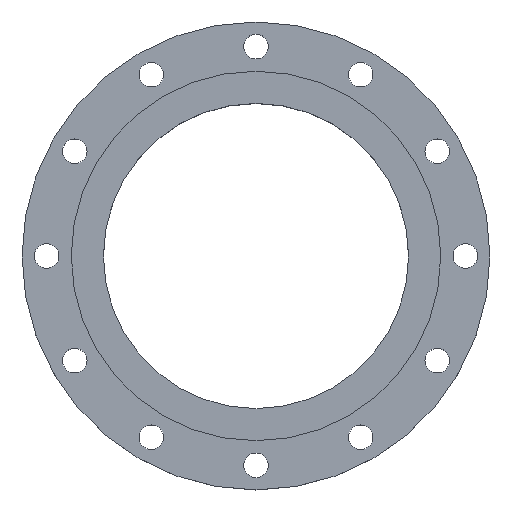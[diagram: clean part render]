
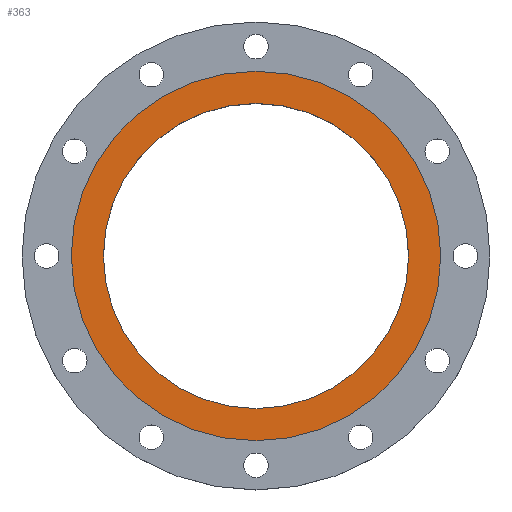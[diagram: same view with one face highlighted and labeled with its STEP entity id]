
A CAD part, top view. The second image highlights one B-rep face of the part: STEP entity #363.
In plain terms, the highlighted planar face has unit normal (0, 0, 1).
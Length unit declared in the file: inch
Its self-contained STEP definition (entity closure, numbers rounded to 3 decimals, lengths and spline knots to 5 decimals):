
#24 = DIRECTION ( 'NONE',  ( 0., 0., 1. ) ) ;
#62 = PLANE ( 'NONE',  #423 ) ;
#101 = CARTESIAN_POINT ( 'NONE',  ( 0., 6.195, 0. ) ) ;
#139 = DIRECTION ( 'NONE',  ( 0., 0., 1. ) ) ;
#166 = CARTESIAN_POINT ( 'NONE',  ( 7.5, 0., 0. ) ) ;
#172 = EDGE_CURVE ( 'NONE', #305, #1310, #339, .T. ) ;
#210 = EDGE_CURVE ( 'NONE', #755, #1410, #981, .T. ) ;
#221 = CARTESIAN_POINT ( 'NONE',  ( -7.5, 0., 0. ) ) ;
#270 = AXIS2_PLACEMENT_3D ( 'NONE', #1277, #24, #272 ) ;
#272 = DIRECTION ( 'NONE',  ( 1., 0., 0. ) ) ;
#298 = DIRECTION ( 'NONE',  ( 1., 0., 0. ) ) ;
#305 = VERTEX_POINT ( 'NONE', #221 ) ;
#339 = CIRCLE ( 'NONE', #422, 7.5 ) ;
#353 = DIRECTION ( 'NONE',  ( 1., 0., 0. ) ) ;
#363 = ADVANCED_FACE ( 'NONE', ( #1066, #1297 ), #62, .F. ) ;
#370 = DIRECTION ( 'NONE',  ( 1., 0., 0. ) ) ;
#418 = EDGE_LOOP ( 'NONE', ( #1081, #995 ) ) ;
#422 = AXIS2_PLACEMENT_3D ( 'NONE', #951, #139, #370 ) ;
#423 = AXIS2_PLACEMENT_3D ( 'NONE', #101, #1447, #1421 ) ;
#512 = AXIS2_PLACEMENT_3D ( 'NONE', #1387, #1168, #298 ) ;
#534 = CIRCLE ( 'NONE', #512, 6.195 ) ;
#566 = CARTESIAN_POINT ( 'NONE',  ( 0., 0., 0. ) ) ;
#670 = CARTESIAN_POINT ( 'NONE',  ( -6.195, 0., 0. ) ) ;
#679 = ORIENTED_EDGE ( 'NONE', *, *, #210, .F. ) ;
#755 = VERTEX_POINT ( 'NONE', #1051 ) ;
#810 = EDGE_CURVE ( 'NONE', #1410, #755, #534, .T. ) ;
#853 = EDGE_LOOP ( 'NONE', ( #679, #1209 ) ) ;
#951 = CARTESIAN_POINT ( 'NONE',  ( 0., 0., 0. ) ) ;
#959 = CIRCLE ( 'NONE', #1253, 7.5 ) ;
#981 = CIRCLE ( 'NONE', #270, 6.195 ) ;
#995 = ORIENTED_EDGE ( 'NONE', *, *, #172, .T. ) ;
#1011 = EDGE_CURVE ( 'NONE', #1310, #305, #959, .T. ) ;
#1051 = CARTESIAN_POINT ( 'NONE',  ( 6.195, 0., 0. ) ) ;
#1066 = FACE_BOUND ( 'NONE', #853, .T. ) ;
#1081 = ORIENTED_EDGE ( 'NONE', *, *, #1011, .T. ) ;
#1168 = DIRECTION ( 'NONE',  ( 0., 0., 1. ) ) ;
#1209 = ORIENTED_EDGE ( 'NONE', *, *, #810, .F. ) ;
#1253 = AXIS2_PLACEMENT_3D ( 'NONE', #566, #1361, #353 ) ;
#1277 = CARTESIAN_POINT ( 'NONE',  ( 0., 0., 0. ) ) ;
#1297 = FACE_OUTER_BOUND ( 'NONE', #418, .T. ) ;
#1310 = VERTEX_POINT ( 'NONE', #166 ) ;
#1361 = DIRECTION ( 'NONE',  ( 0., 0., 1. ) ) ;
#1387 = CARTESIAN_POINT ( 'NONE',  ( 0., 0., 0. ) ) ;
#1410 = VERTEX_POINT ( 'NONE', #670 ) ;
#1421 = DIRECTION ( 'NONE',  ( -1., 0., 0. ) ) ;
#1447 = DIRECTION ( 'NONE',  ( 0., 0., -1. ) ) ;
